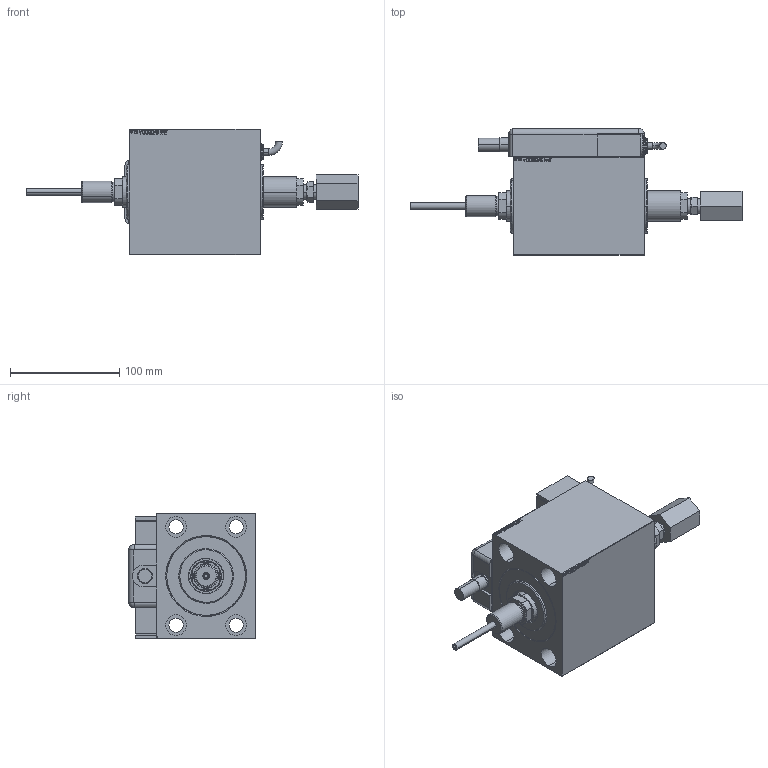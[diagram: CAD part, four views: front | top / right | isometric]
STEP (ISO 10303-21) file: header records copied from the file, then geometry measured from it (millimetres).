
FILE_DESCRIPTION (( 'STEP AP203' ), '1' );
FILE_NAME ('9c31.STEP', '2023-03-27T20:28:50', ( '' ), ( '' ), 'SwSTEP 2.0', 'SolidWorks 2019', '' );
FILE_SCHEMA (( 'CONFIG_CONTROL_DESIGN' ));
Length unit declared in the file: millimetre
Products named in the file (11): V450DCP_B_VCP 54130c5db3a770d08999fb7b7b4feeb7; SWITCH Q 54130c5db3a770d08999fb7b7b4feeb7; V450CP_MALE_METRIC 54130c5db3a770d08999fb7b7b4feeb7; 9c31; TYC 54130c5db3a770d08999fb7b7b4feeb7; V450DCP_C_Body 54130c5db3a770d08999fb7b7b4feeb7; V450DCP_VC_B 54130c5db3a770d08999fb7b7b4feeb7; V450DCP_B_RodCooling_ACCESSORIES 54130c5db3a770d08999fb7b7b4feeb7; KRYT 54130c5db3a770d08999fb7b7b4feeb7; SWITCH_Q_FRONT_BACK 54130c5db3a770d08999fb7b7b4feeb7; MAGNETIC SWITCH Q 54130c5db3a770d08999fb7b7b4feeb7
Assembly tree (11 placements, depth 3):
  9c31
    V450DCP_C_Body 54130c5db3a770d08999fb7b7b4feeb7
    V450DCP_B_RodCooling_ACCESSORIES 54130c5db3a770d08999fb7b7b4feeb7
    MAGNETIC SWITCH Q 54130c5db3a770d08999fb7b7b4feeb7
      SWITCH_Q_FRONT_BACK 54130c5db3a770d08999fb7b7b4feeb7
      TYC 54130c5db3a770d08999fb7b7b4feeb7
      KRYT 54130c5db3a770d08999fb7b7b4feeb7
      SWITCH Q 54130c5db3a770d08999fb7b7b4feeb7  x2
    V450CP_MALE_METRIC 54130c5db3a770d08999fb7b7b4feeb7
    V450DCP_B_VCP 54130c5db3a770d08999fb7b7b4feeb7
    V450DCP_VC_B 54130c5db3a770d08999fb7b7b4feeb7
Bounding box: 303.7 x 115.8 x 115 mm (x, y, z)
Volume: 1278857.3 mm3; surface area: 228089.1 mm2
Topology: 11 solids, 11 shells, 1306 faces, 3282 edges, 2162 vertices
Faces by surface type: plane 626, bspline 471, cylinder 149, cone 36, torus 22, sphere 2
Entity records: 61135 total; most frequent: CARTESIAN_POINT 32444, ORIENTED_EDGE 6372, DIRECTION 4188, EDGE_CURVE 3186, VERTEX_POINT 2102, LINE 1868, VECTOR 1868, EDGE_LOOP 1452
